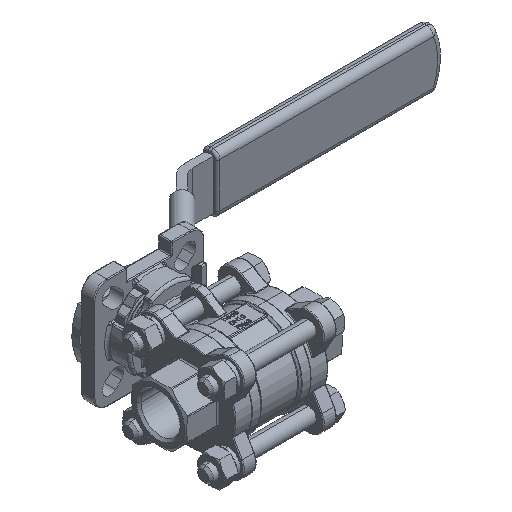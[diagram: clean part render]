
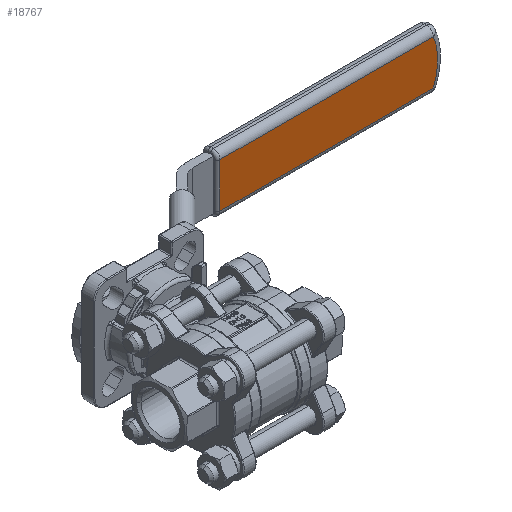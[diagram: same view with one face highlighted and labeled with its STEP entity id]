
A CAD part, isometric view. The second image highlights one B-rep face of the part: STEP entity #18767.
In plain terms, the highlighted planar face has unit normal (0, -1, 0).
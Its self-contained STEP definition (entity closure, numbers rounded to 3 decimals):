
#2517 = ORIENTED_EDGE ( 'NONE', *, *, #16093, .T. ) ;
#3375 = ORIENTED_EDGE ( 'NONE', *, *, #47076, .T. ) ;
#3730 = VERTEX_POINT ( 'NONE', #54752 ) ;
#6527 = AXIS2_PLACEMENT_3D ( 'NONE', #19847, #14628, #25831 ) ;
#9290 = EDGE_CURVE ( 'NONE', #71845, #39097, #34614, .T. ) ;
#11567 = DIRECTION ( 'NONE',  ( -1., 0., 0. ) ) ;
#12871 = DIRECTION ( 'NONE',  ( 1., 0., 0. ) ) ;
#14628 = DIRECTION ( 'NONE',  ( 0., -1., 0. ) ) ;
#16093 = EDGE_CURVE ( 'NONE', #36488, #3730, #50099, .T. ) ;
#17520 = CARTESIAN_POINT ( 'NONE',  ( 138.832, 64., 8.5 ) ) ;
#18767 = ADVANCED_FACE ( 'NONE', ( #53621 ), #51541, .F. ) ;
#19818 = DIRECTION ( 'NONE',  ( 0., 0., -1. ) ) ;
#19847 = CARTESIAN_POINT ( 'NONE',  ( 117.999, 64., 0. ) ) ;
#22535 = CARTESIAN_POINT ( 'NONE',  ( 57.485, 64., 8.5 ) ) ;
#25186 = VECTOR ( 'NONE', #19818, 1000. ) ;
#25831 = DIRECTION ( 'NONE',  ( -1., 0., 0. ) ) ;
#25876 = ORIENTED_EDGE ( 'NONE', *, *, #9290, .T. ) ;
#31127 = EDGE_LOOP ( 'NONE', ( #2517, #66268, #25876, #3375 ) ) ;
#34614 = CIRCLE ( 'NONE', #6527, 22.5 ) ;
#34723 = CARTESIAN_POINT ( 'NONE',  ( 143., 64., 11. ) ) ;
#36488 = VERTEX_POINT ( 'NONE', #22535 ) ;
#37320 = EDGE_CURVE ( 'NONE', #3730, #71845, #52928, .T. ) ;
#38155 = LINE ( 'NONE', #73534, #65617 ) ;
#39097 = VERTEX_POINT ( 'NONE', #17520 ) ;
#39533 = DIRECTION ( 'NONE',  ( -1., 0., 0. ) ) ;
#45638 = DIRECTION ( 'NONE',  ( 0., 1., 0. ) ) ;
#47076 = EDGE_CURVE ( 'NONE', #39097, #36488, #38155, .T. ) ;
#50099 = LINE ( 'NONE', #53814, #25186 ) ;
#51541 = PLANE ( 'NONE',  #68367 ) ;
#52928 = LINE ( 'NONE', #58328, #67082 ) ;
#53621 = FACE_OUTER_BOUND ( 'NONE', #31127, .T. ) ;
#53814 = CARTESIAN_POINT ( 'NONE',  ( 57.485, 64., 11. ) ) ;
#54752 = CARTESIAN_POINT ( 'NONE',  ( 57.485, 64., -8.5 ) ) ;
#58328 = CARTESIAN_POINT ( 'NONE',  ( 140.449, 64., -8.5 ) ) ;
#63878 = CARTESIAN_POINT ( 'NONE',  ( 138.832, 64., -8.5 ) ) ;
#65617 = VECTOR ( 'NONE', #39533, 1000. ) ;
#66268 = ORIENTED_EDGE ( 'NONE', *, *, #37320, .T. ) ;
#67082 = VECTOR ( 'NONE', #12871, 1000. ) ;
#68367 = AXIS2_PLACEMENT_3D ( 'NONE', #34723, #45638, #11567 ) ;
#71845 = VERTEX_POINT ( 'NONE', #63878 ) ;
#73534 = CARTESIAN_POINT ( 'NONE',  ( 143., 64., 8.5 ) ) ;
